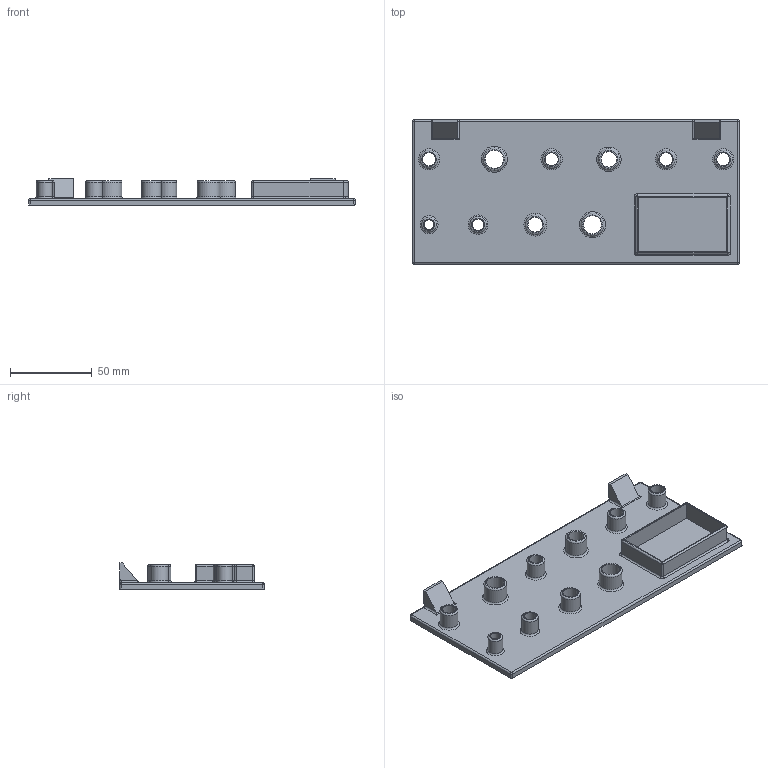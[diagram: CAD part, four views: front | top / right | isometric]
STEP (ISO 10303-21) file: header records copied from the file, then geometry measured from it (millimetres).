
FILE_DESCRIPTION(/* description */ ('STEP AP242','CAx-IF Rec.Pracs.---Representation and Presentation of Product Manufacturing Information (PMI)---4.0---2014-10-13','CAx-IF Rec.Pracs.---3D Tessellated Geometry---0.4---2014-09-14','2;1'),/* implementation_level */ '2;1');
FILE_NAME(/* name */ '661d889a89d8d33628853b11',/* time_stamp */ '2024-04-15T20:05:47Z',/* author */ (''),/* organization */ (''),/* preprocessor_version */ 'ST-DEVELOPER v20',/* originating_system */ ' ',/* authorisation */ ' ');
FILE_SCHEMA (('AP242_MANAGED_MODEL_BASED_3D_ENGINEERING_MIM_LF { 1 0 10303 442 1 1 4 }'));
Length unit declared in the file: metre
Products named in the file (1): Hand Screw Driver Set
Bounding box: 200 x 88.41 x 16 mm (x, y, z)
Volume: 78896.8 mm3; surface area: 48537.5 mm2
Topology: 1 solids, 1 shells, 119 faces, 265 edges, 152 vertices
Faces by surface type: cylinder 49, plane 34, torus 28, sphere 8
Full cylindrical faces by diameter (mm): 6 x1, 7 x1, 8 x4, 9 x2, 9.5 x1, 10 x1, 11 x6, 12 x1, 13 x1, 14 x2
Entity records: 3081 total; most frequent: DIRECTION 577, CARTESIAN_POINT 505, ORIENTED_EDGE 434, AXIS2_PLACEMENT_3D 244, EDGE_CURVE 217, EDGE_LOOP 191, FACE_BOUND 191, VERTEX_POINT 152
